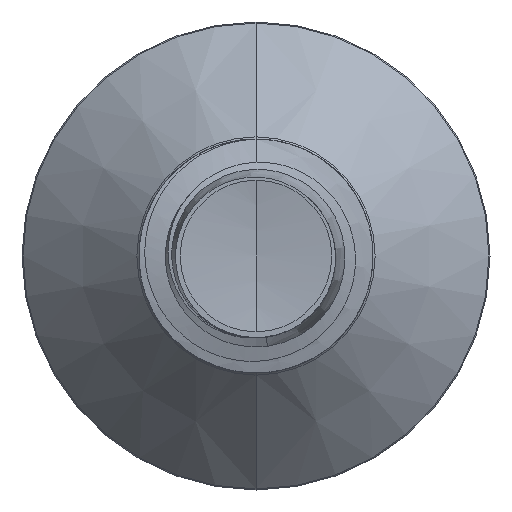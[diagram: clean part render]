
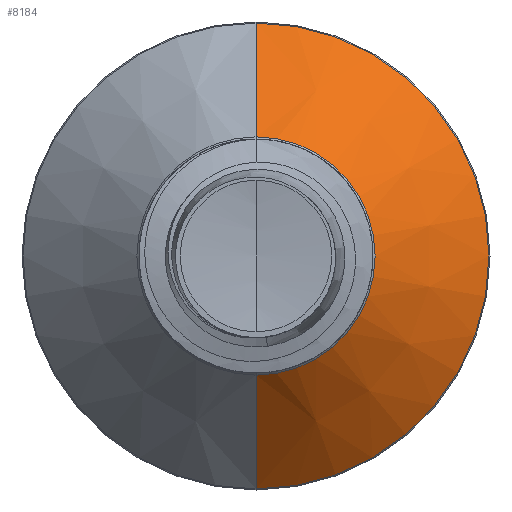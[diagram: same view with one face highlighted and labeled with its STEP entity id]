
A CAD part, front view. The second image highlights one B-rep face of the part: STEP entity #8184.
In plain terms, the highlighted conical face has half-angle 45 degrees and reference radius 1.782 mm.
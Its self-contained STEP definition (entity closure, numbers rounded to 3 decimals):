
#596 = CARTESIAN_POINT ( 'NONE',  ( 0., 15.132, 1.782 ) ) ;
#1403 = VERTEX_POINT ( 'NONE', #27940 ) ;
#2111 = CARTESIAN_POINT ( 'NONE',  ( 0., 15.132, 0. ) ) ;
#3339 = DIRECTION ( 'NONE',  ( 0., 1., 0. ) ) ;
#4315 = CARTESIAN_POINT ( 'NONE',  ( 0., 16.835, -3.485 ) ) ;
#4749 = ORIENTED_EDGE ( 'NONE', *, *, #20394, .T. ) ;
#4872 = DIRECTION ( 'NONE',  ( 0., 0., 1. ) ) ;
#5036 = AXIS2_PLACEMENT_3D ( 'NONE', #2111, #21325, #4872 ) ;
#5403 = FACE_OUTER_BOUND ( 'NONE', #31648, .T. ) ;
#6068 = VERTEX_POINT ( 'NONE', #4315 ) ;
#6897 = AXIS2_PLACEMENT_3D ( 'NONE', #14818, #34212, #17574 ) ;
#8184 = ADVANCED_FACE ( 'NONE', ( #5403 ), #24774, .T. ) ;
#8642 = DIRECTION ( 'NONE',  ( 0., 0., 1. ) ) ;
#9685 = ORIENTED_EDGE ( 'NONE', *, *, #21511, .T. ) ;
#11590 = VECTOR ( 'NONE', #35513, 1000. ) ;
#12000 = VECTOR ( 'NONE', #20374, 1000. ) ;
#13478 = VERTEX_POINT ( 'NONE', #31139 ) ;
#14818 = CARTESIAN_POINT ( 'NONE',  ( 0., 16.835, 0. ) ) ;
#16888 = AXIS2_PLACEMENT_3D ( 'NONE', #19788, #3339, #8642 ) ;
#17574 = DIRECTION ( 'NONE',  ( 0., 0., 1. ) ) ;
#17634 = CARTESIAN_POINT ( 'NONE',  ( 0., 15.132, 1.782 ) ) ;
#18998 = VERTEX_POINT ( 'NONE', #596 ) ;
#19256 = LINE ( 'NONE', #17634, #12000 ) ;
#19788 = CARTESIAN_POINT ( 'NONE',  ( 0., 15.132, 0. ) ) ;
#20374 = DIRECTION ( 'NONE',  ( 0., 0.707, 0.707 ) ) ;
#20394 = EDGE_CURVE ( 'NONE', #18998, #1403, #34112, .T. ) ;
#21325 = DIRECTION ( 'NONE',  ( 0., 1., 0. ) ) ;
#21511 = EDGE_CURVE ( 'NONE', #1403, #6068, #33671, .T. ) ;
#21664 = CARTESIAN_POINT ( 'NONE',  ( 0., 15.132, -1.782 ) ) ;
#22026 = EDGE_CURVE ( 'NONE', #13478, #6068, #29299, .T. ) ;
#22465 = EDGE_CURVE ( 'NONE', #18998, #13478, #19256, .T. ) ;
#24774 = CONICAL_SURFACE ( 'NONE', #16888, 1.782, 0.785 ) ;
#24879 = ORIENTED_EDGE ( 'NONE', *, *, #22465, .F. ) ;
#24999 = ORIENTED_EDGE ( 'NONE', *, *, #22026, .F. ) ;
#27940 = CARTESIAN_POINT ( 'NONE',  ( 0., 15.132, -1.782 ) ) ;
#29299 = CIRCLE ( 'NONE', #6897, 3.485 ) ;
#31139 = CARTESIAN_POINT ( 'NONE',  ( 0., 16.835, 3.485 ) ) ;
#31648 = EDGE_LOOP ( 'NONE', ( #4749, #9685, #24999, #24879 ) ) ;
#33671 = LINE ( 'NONE', #21664, #11590 ) ;
#34112 = CIRCLE ( 'NONE', #5036, 1.782 ) ;
#34212 = DIRECTION ( 'NONE',  ( 0., 1., 0. ) ) ;
#35513 = DIRECTION ( 'NONE',  ( 0., 0.707, -0.707 ) ) ;
